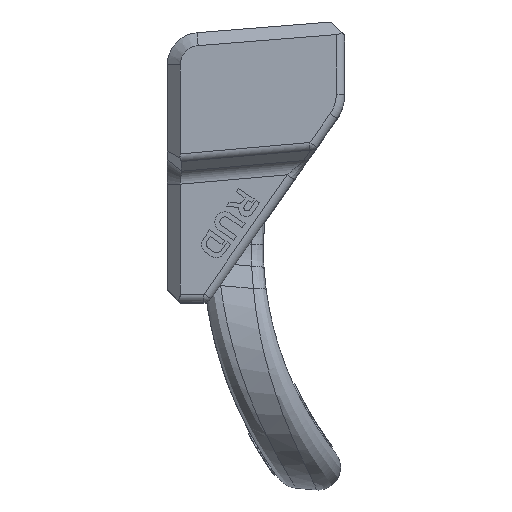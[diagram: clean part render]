
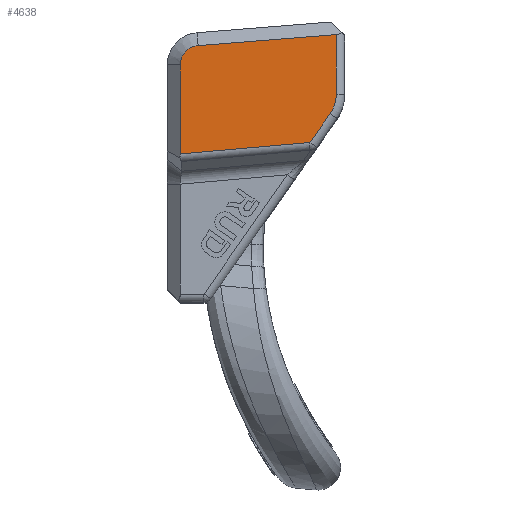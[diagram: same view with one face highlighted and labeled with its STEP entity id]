
A CAD part, top view. The second image highlights one B-rep face of the part: STEP entity #4638.
In plain terms, the highlighted planar face has unit normal (0, 0, 1).
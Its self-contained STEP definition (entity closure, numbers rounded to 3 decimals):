
#3187=DIRECTION('',(0.,1.,0.));
#3188=VECTOR('',#3187,21.228);
#3189=CARTESIAN_POINT('',(25.,-4.099,20.));
#3190=LINE('',#3189,#3188);
#3191=CARTESIAN_POINT('',(13.,-4.099,20.));
#3192=DIRECTION('',(0.,0.,1.));
#3193=DIRECTION('',(0.819,-0.574,0.));
#3194=AXIS2_PLACEMENT_3D('',#3191,#3192,#3193);
#3196=DIRECTION('',(0.574,0.819,0.));
#3197=VECTOR('',#3196,12.484);
#3198=CARTESIAN_POINT('',(15.669,-21.208,20.));
#3199=LINE('',#3198,#3197);
#3200=DIRECTION('',(0.996,0.087,0.));
#3201=VECTOR('',#3200,46.229);
#3202=CARTESIAN_POINT('',(-30.384,-25.237,20.));
#3203=LINE('',#3202,#3201);
#3204=DIRECTION('',(0.,-1.,0.));
#3205=VECTOR('',#3204,31.584);
#3206=CARTESIAN_POINT('',(-30.384,6.347,20.));
#3207=LINE('',#3206,#3205);
#3208=CARTESIAN_POINT('',(-23.5,6.347,20.));
#3209=DIRECTION('',(0.,0.,1.));
#3210=DIRECTION('',(-0.08,0.997,0.));
#3211=AXIS2_PLACEMENT_3D('',#3208,#3209,#3210);
#3213=DIRECTION('',(-0.997,-0.08,0.));
#3214=VECTOR('',#3213,49.205);
#3215=CARTESIAN_POINT('',(25.,17.129,20.));
#3216=LINE('',#3215,#3214);
#4485=CARTESIAN_POINT('',(22.83,-10.982,20.));
#4486=CARTESIAN_POINT('',(25.,-4.099,20.));
#4487=VERTEX_POINT('',#4485);
#4488=VERTEX_POINT('',#4486);
#4509=CARTESIAN_POINT('',(15.669,-21.208,20.));
#4510=VERTEX_POINT('',#4509);
#4527=CARTESIAN_POINT('',(25.,17.129,20.));
#4528=VERTEX_POINT('',#4527);
#4529=CARTESIAN_POINT('',(-30.384,-25.237,20.));
#4530=VERTEX_POINT('',#4529);
#4604=CARTESIAN_POINT('',(-30.384,6.347,20.));
#4605=VERTEX_POINT('',#4604);
#4606=CARTESIAN_POINT('',(-24.048,13.209,20.));
#4607=VERTEX_POINT('',#4606);
#4617=CARTESIAN_POINT('',(0.,0.,20.));
#4618=DIRECTION('',(0.,0.,1.));
#4619=DIRECTION('',(1.,0.,0.));
#4620=AXIS2_PLACEMENT_3D('',#4617,#4618,#4619);
#4621=PLANE('',#4620);
#4623=ORIENTED_EDGE('',*,*,#4622,.F.);
#4625=ORIENTED_EDGE('',*,*,#4624,.F.);
#4627=ORIENTED_EDGE('',*,*,#4626,.F.);
#4629=ORIENTED_EDGE('',*,*,#4628,.F.);
#4631=ORIENTED_EDGE('',*,*,#4630,.F.);
#4633=ORIENTED_EDGE('',*,*,#4632,.F.);
#4635=ORIENTED_EDGE('',*,*,#4634,.F.);
#4636=EDGE_LOOP('',(#4623,#4625,#4627,#4629,#4631,#4633,#4635));
#4637=FACE_OUTER_BOUND('',#4636,.F.);
#4638=ADVANCED_FACE('',(#4637),#4621,.T.);
#3195=CIRCLE('',#3194,12.);
#3212=CIRCLE('',#3211,6.884);
#4622=EDGE_CURVE('',#4488,#4528,#3190,.T.);
#4624=EDGE_CURVE('',#4487,#4488,#3195,.T.);
#4626=EDGE_CURVE('',#4510,#4487,#3199,.T.);
#4628=EDGE_CURVE('',#4530,#4510,#3203,.T.);
#4630=EDGE_CURVE('',#4605,#4530,#3207,.T.);
#4632=EDGE_CURVE('',#4607,#4605,#3212,.T.);
#4634=EDGE_CURVE('',#4528,#4607,#3216,.T.);
